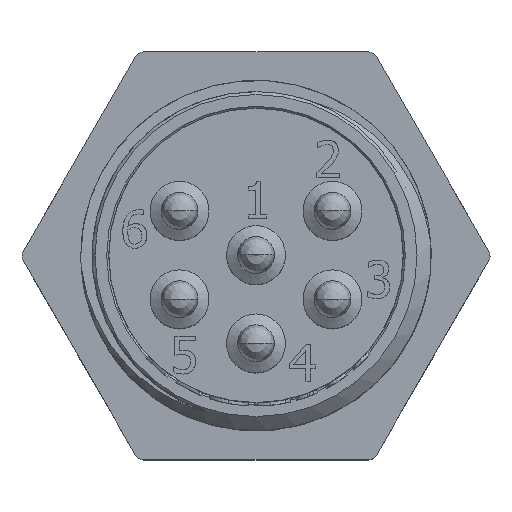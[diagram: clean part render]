
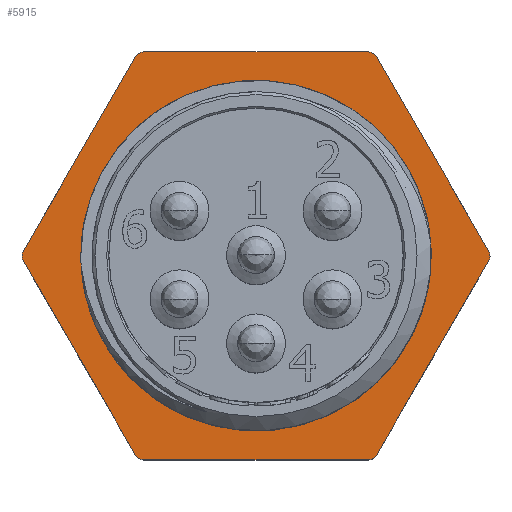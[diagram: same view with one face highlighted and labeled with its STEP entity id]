
A CAD part, top view. The second image highlights one B-rep face of the part: STEP entity #5915.
In plain terms, the highlighted planar face has unit normal (0, 0, 1).
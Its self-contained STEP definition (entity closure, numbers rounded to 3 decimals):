
#169=FACE_BOUND($,#1640,.T.);
#255=CIRCLE($,#6280,0.508);
#277=CIRCLE($,#6313,9.258);
#290=CIRCLE($,#6357,0.508);
#291=CIRCLE($,#6358,0.508);
#292=CIRCLE($,#6359,0.508);
#293=CIRCLE($,#6360,0.508);
#294=CIRCLE($,#6361,0.508);
#1239=FACE_OUTER_BOUND($,#1639,.T.);
#1639=EDGE_LOOP($,(#4288,#4289,#4290,#4291,#4292,#4293,#4294,#4295,#4296,
#4297,#4298,#4299));
#1640=EDGE_LOOP($,(#4300));
#2031=LINE($,#9671,#2377);
#2033=LINE($,#9675,#2379);
#2036=LINE($,#9681,#2382);
#2039=LINE($,#9687,#2385);
#2042=LINE($,#9693,#2388);
#2044=LINE($,#9698,#2390);
#2377=VECTOR($,#6860,12.113);
#2379=VECTOR($,#6864,12.113);
#2382=VECTOR($,#6869,12.113);
#2385=VECTOR($,#6874,12.113);
#2388=VECTOR($,#6879,12.113);
#2390=VECTOR($,#6883,12.113);
#2738=VERTEX_POINT($,#9253);
#2739=VERTEX_POINT($,#9255);
#2761=VERTEX_POINT($,#9311);
#2808=VERTEX_POINT($,#9670);
#2809=VERTEX_POINT($,#9674);
#2810=VERTEX_POINT($,#9678);
#2811=VERTEX_POINT($,#9680);
#2812=VERTEX_POINT($,#9684);
#2813=VERTEX_POINT($,#9686);
#2814=VERTEX_POINT($,#9690);
#2815=VERTEX_POINT($,#9692);
#2816=VERTEX_POINT($,#9696);
#2817=VERTEX_POINT($,#9697);
#3322=EDGE_CURVE($,#2739,#2738,#255,.T.);
#3345=EDGE_CURVE($,#2761,#2761,#277,.T.);
#3397=EDGE_CURVE($,#2738,#2808,#2031,.T.);
#3399=EDGE_CURVE($,#2809,#2739,#2033,.T.);
#3402=EDGE_CURVE($,#2811,#2810,#2036,.T.);
#3405=EDGE_CURVE($,#2813,#2812,#2039,.T.);
#3408=EDGE_CURVE($,#2815,#2814,#2042,.T.);
#3410=EDGE_CURVE($,#2816,#2817,#2044,.T.);
#3413=EDGE_CURVE($,#2808,#2816,#290,.T.);
#3414=EDGE_CURVE($,#2817,#2815,#291,.T.);
#3415=EDGE_CURVE($,#2814,#2813,#292,.T.);
#3416=EDGE_CURVE($,#2812,#2811,#293,.T.);
#3417=EDGE_CURVE($,#2810,#2809,#294,.T.);
#4288=ORIENTED_EDGE($,*,*,#3399,.T.);
#4289=ORIENTED_EDGE($,*,*,#3322,.T.);
#4290=ORIENTED_EDGE($,*,*,#3397,.T.);
#4291=ORIENTED_EDGE($,*,*,#3413,.T.);
#4292=ORIENTED_EDGE($,*,*,#3410,.T.);
#4293=ORIENTED_EDGE($,*,*,#3414,.T.);
#4294=ORIENTED_EDGE($,*,*,#3408,.T.);
#4295=ORIENTED_EDGE($,*,*,#3415,.T.);
#4296=ORIENTED_EDGE($,*,*,#3405,.T.);
#4297=ORIENTED_EDGE($,*,*,#3416,.T.);
#4298=ORIENTED_EDGE($,*,*,#3402,.T.);
#4299=ORIENTED_EDGE($,*,*,#3417,.T.);
#4300=ORIENTED_EDGE($,*,*,#3345,.T.);
#5740=PLANE($,#6356);
#5915=ADVANCED_FACE($,(#1239,#169),#5740,.T.);
#6280=AXIS2_PLACEMENT_3D($,#9256,#6725,#6726);
#6313=AXIS2_PLACEMENT_3D($,#9312,#6792,#6793);
#6356=AXIS2_PLACEMENT_3D($,#9707,#6898,#6899);
#6357=AXIS2_PLACEMENT_3D($,#9708,#6900,#6901);
#6358=AXIS2_PLACEMENT_3D($,#9709,#6902,#6903);
#6359=AXIS2_PLACEMENT_3D($,#9710,#6904,#6905);
#6360=AXIS2_PLACEMENT_3D($,#9711,#6906,#6907);
#6361=AXIS2_PLACEMENT_3D($,#9712,#6908,#6909);
#6725=DIRECTION('center_axis',(0.,0.,1.));
#6726=DIRECTION('ref_axis',(-1.,0.,0.));
#6792=DIRECTION('center_axis',(0.,0.,-1.));
#6793=DIRECTION('ref_axis',(-1.,0.,0.));
#6860=DIRECTION($,(0.5,-0.866,0.));
#6864=DIRECTION($,(-0.5,-0.866,0.));
#6869=DIRECTION($,(-1.,0.,0.));
#6874=DIRECTION($,(-0.5,0.866,0.));
#6879=DIRECTION($,(0.5,0.866,0.));
#6883=DIRECTION($,(1.,0.,0.));
#6898=DIRECTION('center_axis',(0.,0.,1.));
#6899=DIRECTION('ref_axis',(-1.,0.,0.));
#6900=DIRECTION('center_axis',(0.,0.,1.));
#6901=DIRECTION('ref_axis',(-1.,0.,0.));
#6902=DIRECTION('center_axis',(0.,0.,1.));
#6903=DIRECTION('ref_axis',(-1.,0.,0.));
#6904=DIRECTION('center_axis',(0.,0.,1.));
#6905=DIRECTION('ref_axis',(-1.,0.,0.));
#6906=DIRECTION('center_axis',(0.,0.,1.));
#6907=DIRECTION('ref_axis',(-1.,0.,0.));
#6908=DIRECTION('center_axis',(0.,0.,1.));
#6909=DIRECTION('ref_axis',(-1.,0.,0.));
#9253=CARTESIAN_POINT('',(-12.553,-0.254,-9.525));
#9255=CARTESIAN_POINT('',(-12.553,0.254,-9.525));
#9256=CARTESIAN_POINT('Origin',(-12.113,0.,
-9.525));
#9311=CARTESIAN_POINT('',(-9.258,0.,-9.525));
#9312=CARTESIAN_POINT('Origin',(0.,0.,-9.525));
#9670=CARTESIAN_POINT('',(-6.496,-10.744,-9.525));
#9671=CARTESIAN_POINT($,(-12.553,-0.254,-9.525));
#9674=CARTESIAN_POINT('',(-6.496,10.744,-9.525));
#9675=CARTESIAN_POINT($,(-6.496,10.744,-9.525));
#9678=CARTESIAN_POINT('',(-6.057,10.998,-9.525));
#9680=CARTESIAN_POINT('',(6.057,10.998,-9.525));
#9681=CARTESIAN_POINT($,(6.057,10.998,-9.525));
#9684=CARTESIAN_POINT('',(6.496,10.744,-9.525));
#9686=CARTESIAN_POINT('',(12.553,0.254,-9.525));
#9687=CARTESIAN_POINT($,(12.553,0.254,-9.525));
#9690=CARTESIAN_POINT('',(12.553,-0.254,-9.525));
#9692=CARTESIAN_POINT('',(6.496,-10.744,-9.525));
#9693=CARTESIAN_POINT($,(6.496,-10.744,-9.525));
#9696=CARTESIAN_POINT('',(-6.057,-10.998,-9.525));
#9697=CARTESIAN_POINT('',(6.057,-10.998,-9.525));
#9698=CARTESIAN_POINT($,(-6.057,-10.998,-9.525));
#9707=CARTESIAN_POINT('Origin',(0.,0.,-9.525));
#9708=CARTESIAN_POINT('Origin',(-6.057,-10.49,-9.525));
#9709=CARTESIAN_POINT('Origin',(6.057,-10.49,-9.525));
#9710=CARTESIAN_POINT('Origin',(12.113,0.,-9.525));
#9711=CARTESIAN_POINT('Origin',(6.057,10.49,-9.525));
#9712=CARTESIAN_POINT('Origin',(-6.057,10.49,-9.525));
